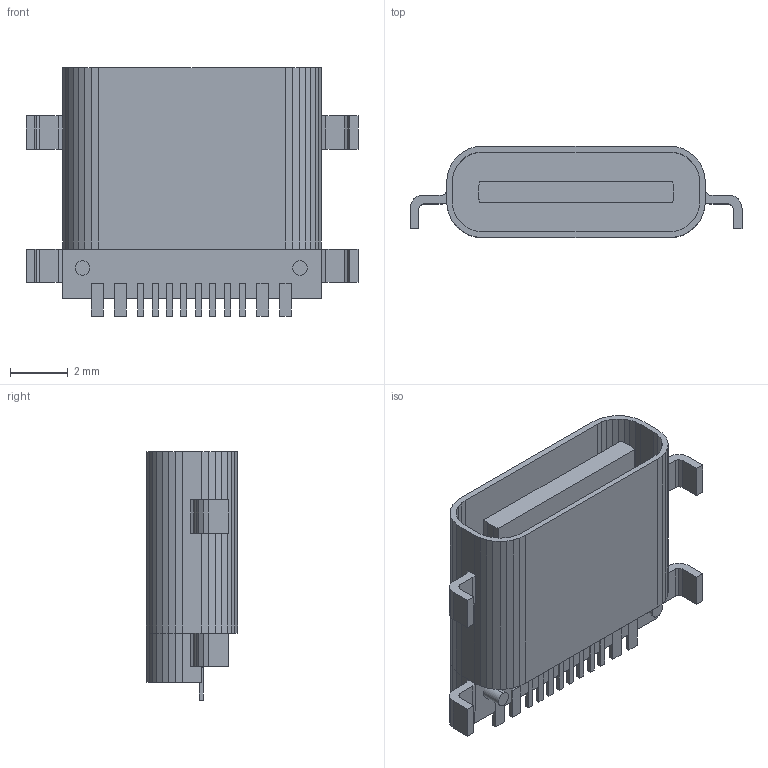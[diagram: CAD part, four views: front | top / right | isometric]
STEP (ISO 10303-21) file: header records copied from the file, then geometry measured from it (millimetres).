
FILE_DESCRIPTION (( 'STEP AP214' ), '1' );
FILE_NAME ('D6F14F5C-47EC-4FF2-A352-69A82C1EE5C2.STEP', '2023-02-10T02:03:24', ( '' ), ( '' ), 'SwSTEP 2.0', 'SolidWorks 2022', '' );
FILE_SCHEMA (( 'AUTOMOTIVE_DESIGN' ));
Length unit declared in the file: millimetre
Products named in the file (1): D6F14F5C-47EC-4FF2-A352-69A82C1EE5C2
Bounding box: 11.47 x 3.16 x 8.58 mm (x, y, z)
Volume: 121.7 mm3; surface area: 832.1 mm2
Topology: 21 solids, 21 shells, 329 faces, 852 edges, 568 vertices
Faces by surface type: plane 325, cylinder 4
Entity records: 10048 total; most frequent: CARTESIAN_POINT 1750, ORIENTED_EDGE 1704, DIRECTION 1520, EDGE_CURVE 852, LINE 844, VECTOR 844, VERTEX_POINT 568, AXIS2_PLACEMENT_3D 338
